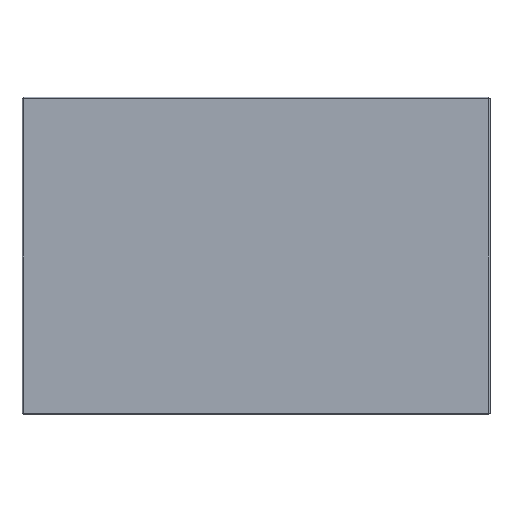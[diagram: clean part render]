
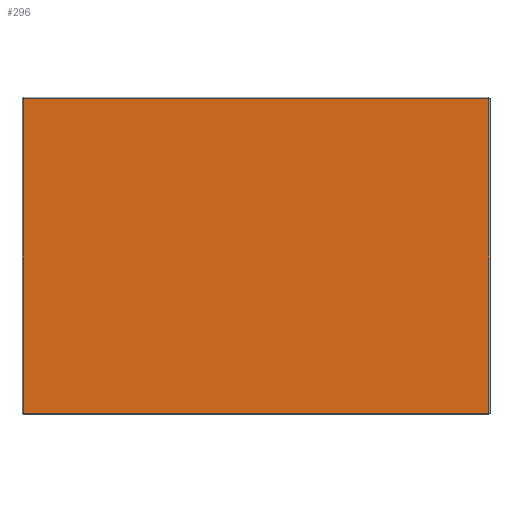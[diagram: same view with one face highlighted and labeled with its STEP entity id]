
A CAD part, left-side view. The second image highlights one B-rep face of the part: STEP entity #296.
In plain terms, the highlighted planar face has unit normal (-1, 0, 0).
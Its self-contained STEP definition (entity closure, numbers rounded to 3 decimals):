
#83 = CARTESIAN_POINT ( 'NONE',  ( -1.2, -371.3, 251.3 ) ) ;
#195 = DIRECTION ( 'NONE',  ( 0., 0., -1. ) ) ;
#227 = AXIS2_PLACEMENT_3D ( 'NONE', #1892, #1409, #195 ) ;
#262 = CARTESIAN_POINT ( 'NONE',  ( -1.2, -371.3, -251.3 ) ) ;
#296 = ADVANCED_FACE ( 'NONE', ( #319 ), #1566, .F. ) ;
#319 = FACE_OUTER_BOUND ( 'NONE', #507, .T. ) ;
#390 = VECTOR ( 'NONE', #1568, 1000. ) ;
#484 = VECTOR ( 'NONE', #1066, 1000. ) ;
#488 = ORIENTED_EDGE ( 'NONE', *, *, #1074, .F. ) ;
#507 = EDGE_LOOP ( 'NONE', ( #1603, #1576, #948, #488 ) ) ;
#540 = VERTEX_POINT ( 'NONE', #587 ) ;
#587 = CARTESIAN_POINT ( 'NONE',  ( -1.2, 371.3, 251.3 ) ) ;
#633 = CARTESIAN_POINT ( 'NONE',  ( -1.2, 371.3, -251.3 ) ) ;
#672 = LINE ( 'NONE', #2080, #484 ) ;
#712 = CARTESIAN_POINT ( 'NONE',  ( -1.2, 371.3, -251.3 ) ) ;
#820 = EDGE_CURVE ( 'NONE', #2033, #540, #855, .T. ) ;
#855 = LINE ( 'NONE', #712, #390 ) ;
#948 = ORIENTED_EDGE ( 'NONE', *, *, #1925, .F. ) ;
#954 = DIRECTION ( 'NONE',  ( 0., 0., -1. ) ) ;
#994 = VERTEX_POINT ( 'NONE', #262 ) ;
#1066 = DIRECTION ( 'NONE',  ( 0., 1., 0. ) ) ;
#1074 = EDGE_CURVE ( 'NONE', #1186, #994, #1958, .T. ) ;
#1148 = CARTESIAN_POINT ( 'NONE',  ( -1.2, -371.3, -251.3 ) ) ;
#1186 = VERTEX_POINT ( 'NONE', #2000 ) ;
#1202 = VECTOR ( 'NONE', #2118, 1000. ) ;
#1409 = DIRECTION ( 'NONE',  ( 1., 0., 0. ) ) ;
#1508 = EDGE_CURVE ( 'NONE', #540, #1186, #1640, .T. ) ;
#1566 = PLANE ( 'NONE',  #227 ) ;
#1568 = DIRECTION ( 'NONE',  ( 0., 0., 1. ) ) ;
#1576 = ORIENTED_EDGE ( 'NONE', *, *, #820, .F. ) ;
#1603 = ORIENTED_EDGE ( 'NONE', *, *, #1508, .F. ) ;
#1640 = LINE ( 'NONE', #83, #1202 ) ;
#1693 = VECTOR ( 'NONE', #954, 1000. ) ;
#1892 = CARTESIAN_POINT ( 'NONE',  ( -1.2, 0., 0. ) ) ;
#1925 = EDGE_CURVE ( 'NONE', #994, #2033, #672, .T. ) ;
#1958 = LINE ( 'NONE', #1148, #1693 ) ;
#2000 = CARTESIAN_POINT ( 'NONE',  ( -1.2, -371.3, 251.3 ) ) ;
#2033 = VERTEX_POINT ( 'NONE', #633 ) ;
#2080 = CARTESIAN_POINT ( 'NONE',  ( -1.2, -371.3, -251.3 ) ) ;
#2118 = DIRECTION ( 'NONE',  ( 0., -1., 0. ) ) ;
